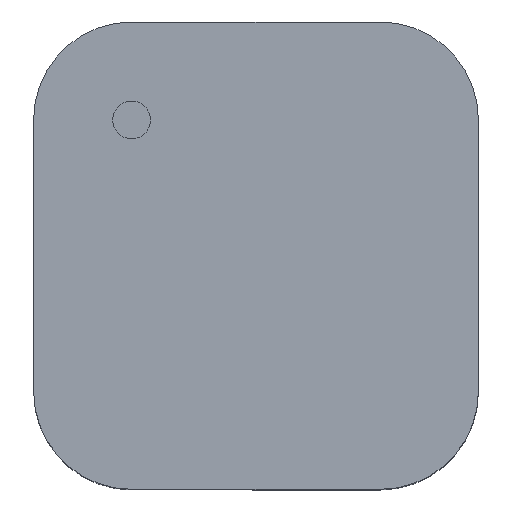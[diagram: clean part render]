
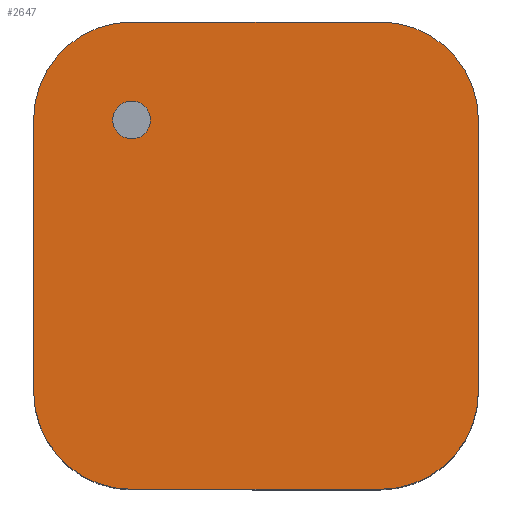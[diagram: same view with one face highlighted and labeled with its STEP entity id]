
A CAD part, top view. The second image highlights one B-rep face of the part: STEP entity #2647.
In plain terms, the highlighted free-form (B-spline) face has degree [1, 1] with [2, 2] control points.
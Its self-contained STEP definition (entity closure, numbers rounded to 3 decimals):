
#1693=CARTESIAN_POINT('',(-1.4,1.8,5.1));
#1694=VERTEX_POINT('',#1693);
#1703=CARTESIAN_POINT('',(-1.9,1.8,5.1));
#1704=VERTEX_POINT('',#1703);
#1705=CARTESIAN_POINT('',(-1.65,1.8,5.1));
#1706=DIRECTION('',(0.0,0.0,-1.0));
#1707=DIRECTION('',(1.0,0.0,0.0));
#1708=AXIS2_PLACEMENT_3D('',#1705,#1706,#1707);
#1709=CIRCLE('',#1708,0.25);
#1710=EDGE_CURVE('',#1704,#1694,#1709,.T.);
#1744=CARTESIAN_POINT('',(-1.65,1.8,5.1));
#1745=DIRECTION('',(0.0,0.0,-1.0));
#1746=DIRECTION('',(1.0,0.0,0.0));
#1747=AXIS2_PLACEMENT_3D('',#1744,#1745,#1746);
#1748=CIRCLE('',#1747,0.25);
#1749=EDGE_CURVE('',#1694,#1704,#1748,.T.);
#1769=CARTESIAN_POINT('',(-1.65,3.1,5.1));
#1770=VERTEX_POINT('',#1769);
#1771=CARTESIAN_POINT('',(-2.95,1.8,5.1));
#1772=VERTEX_POINT('',#1771);
#1773=CARTESIAN_POINT('',(-1.65,1.8,5.1));
#1774=DIRECTION('',(0.0,0.0,1.0));
#1775=DIRECTION('',(0.0,1.0,0.0));
#1776=AXIS2_PLACEMENT_3D('',#1773,#1774,#1775);
#1777=CIRCLE('',#1776,1.3);
#1778=EDGE_CURVE('',#1770,#1772,#1777,.T.);
#2097=CARTESIAN_POINT('',(1.65,-3.1,5.1));
#2098=VERTEX_POINT('',#2097);
#2105=CARTESIAN_POINT('',(-1.65,-3.1,5.1));
#2106=VERTEX_POINT('',#2105);
#2107=CARTESIAN_POINT('',(-1.65,-3.1,5.1));
#2108=DIRECTION('',(1.0,0.0,0.0));
#2109=VECTOR('',#2108,3.3);
#2110=LINE('',#2107,#2109);
#2111=EDGE_CURVE('',#2106,#2098,#2110,.T.);
#2442=CARTESIAN_POINT('',(-2.95,-1.8,5.1));
#2443=VERTEX_POINT('',#2442);
#2450=CARTESIAN_POINT('',(-2.95,1.8,5.1));
#2451=DIRECTION('',(0.0,-1.0,0.0));
#2452=VECTOR('',#2451,3.6);
#2453=LINE('',#2450,#2452);
#2454=EDGE_CURVE('',#1772,#2443,#2453,.T.);
#2504=CARTESIAN_POINT('',(1.65,3.1,5.1));
#2505=VERTEX_POINT('',#2504);
#2506=CARTESIAN_POINT('',(1.65,3.1,5.1));
#2507=DIRECTION('',(-1.0,0.0,0.0));
#2508=VECTOR('',#2507,3.3);
#2509=LINE('',#2506,#2508);
#2510=EDGE_CURVE('',#2505,#1770,#2509,.T.);
#2529=CARTESIAN_POINT('',(2.95,1.8,5.1));
#2530=VERTEX_POINT('',#2529);
#2537=CARTESIAN_POINT('',(2.95,-1.8,5.1));
#2538=VERTEX_POINT('',#2537);
#2539=CARTESIAN_POINT('',(2.95,-1.8,5.1));
#2540=DIRECTION('',(0.0,1.0,0.0));
#2541=VECTOR('',#2540,3.6);
#2542=LINE('',#2539,#2541);
#2543=EDGE_CURVE('',#2538,#2530,#2542,.T.);
#2560=CARTESIAN_POINT('',(-1.65,-1.8,5.1));
#2561=DIRECTION('',(0.0,0.0,1.0));
#2562=DIRECTION('',(0.0,1.0,0.0));
#2563=AXIS2_PLACEMENT_3D('',#2560,#2561,#2562);
#2564=CIRCLE('',#2563,1.3);
#2565=EDGE_CURVE('',#2443,#2106,#2564,.T.);
#2578=CARTESIAN_POINT('',(1.65,-1.8,5.1));
#2579=DIRECTION('',(0.0,0.0,1.0));
#2580=DIRECTION('',(0.0,1.0,0.0));
#2581=AXIS2_PLACEMENT_3D('',#2578,#2579,#2580);
#2582=CIRCLE('',#2581,1.3);
#2583=EDGE_CURVE('',#2098,#2538,#2582,.T.);
#2604=CARTESIAN_POINT('',(1.65,1.8,5.1));
#2605=DIRECTION('',(0.0,0.0,1.0));
#2606=DIRECTION('',(0.0,1.0,0.0));
#2607=AXIS2_PLACEMENT_3D('',#2604,#2605,#2606);
#2608=CIRCLE('',#2607,1.3);
#2609=EDGE_CURVE('',#2530,#2505,#2608,.T.);
#2628=CARTESIAN_POINT('',(-2.95,-3.1,5.1));
#2629=CARTESIAN_POINT('',(2.95,-3.1,5.1));
#2630=CARTESIAN_POINT('',(-2.95,3.1,5.1));
#2631=CARTESIAN_POINT('',(2.95,3.1,5.1));
#2632=B_SPLINE_SURFACE_WITH_KNOTS('',1,1,((#2628,#2630),(#2629,#2631)),.UNSPECIFIED.,.F.,.F.,.U.,(2,2),(2,2),(0.0,5.9),(0.0,6.2),.UNSPECIFIED.);
#2633=ORIENTED_EDGE('',*,*,#2510,.T.);
#2634=ORIENTED_EDGE('',*,*,#1778,.T.);
#2635=ORIENTED_EDGE('',*,*,#2454,.T.);
#2636=ORIENTED_EDGE('',*,*,#2565,.T.);
#2637=ORIENTED_EDGE('',*,*,#2111,.T.);
#2638=ORIENTED_EDGE('',*,*,#2583,.T.);
#2639=ORIENTED_EDGE('',*,*,#2543,.T.);
#2640=ORIENTED_EDGE('',*,*,#2609,.T.);
#2641=EDGE_LOOP('',(#2633,#2634,#2635,#2636,#2637,#2638,#2639,#2640));
#2642=FACE_OUTER_BOUND('',#2641,.T.);
#2643=ORIENTED_EDGE('',*,*,#1749,.T.);
#2644=ORIENTED_EDGE('',*,*,#1710,.T.);
#2645=EDGE_LOOP('',(#2643,#2644));
#2646=FACE_BOUND('',#2645,.T.);
#2647=ADVANCED_FACE('',(#2642,#2646),#2632,.T.);
